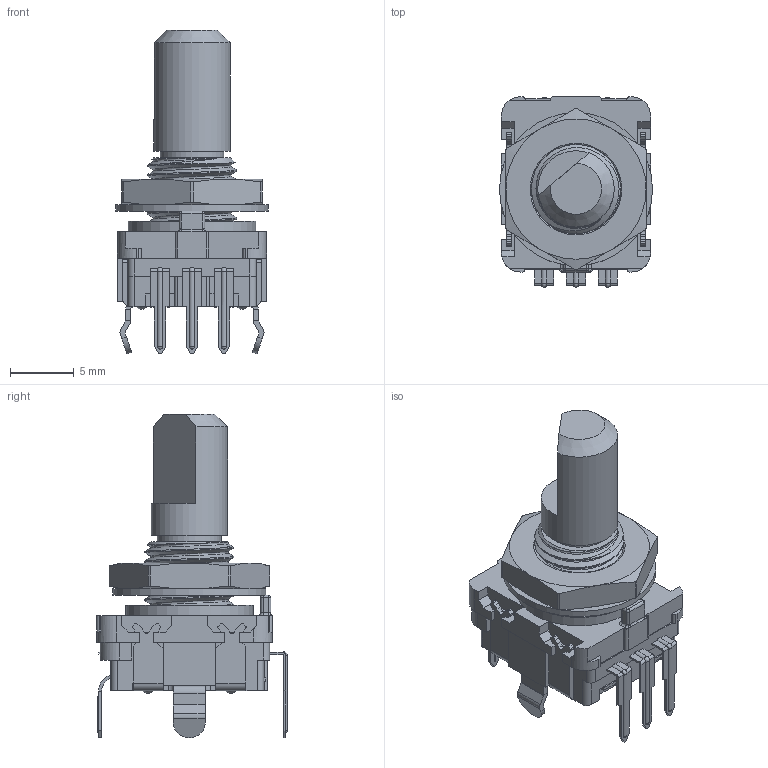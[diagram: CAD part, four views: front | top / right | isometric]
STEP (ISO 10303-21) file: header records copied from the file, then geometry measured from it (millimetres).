
FILE_DESCRIPTION(('STEP AP203'), '1');
FILE_NAME('ENC5', '', ('UNSPECIFIED'), ('UNSPECIFIED'), 'ASCON STEP Converter 1.6', 'ASCON Math Kernel', '');
FILE_SCHEMA(('CONFIG_CONTROL_DESIGN'));
Length unit declared in the file: millimetre
Products named in the file (7): ENC5; EC11B-SW-Vert-15F-blue; EC11B-Base; Open CASCADE STEP translator 6.8 1.4.1.1.1; Open CASCADE STEP translator 6.8 1.4.1.1.2; EC11B-Shaft-F; EC11B-HousingSW-vert
Assembly tree (6 placements, depth 4):
  ENC5
    EC11B-SW-Vert-15F-blue
      EC11B-Base
        Open CASCADE STEP translator 6.8 1.4.1.1.1
        Open CASCADE STEP translator 6.8 1.4.1.1.2
      EC11B-Shaft-F
      EC11B-HousingSW-vert
Bounding box: 12 x 14.93 x 25.4 mm (x, y, z)
Volume: 1467.4 mm3; surface area: 2415 mm2
Topology: 11 solids, 11 shells, 598 faces, 1627 edges, 1042 vertices
Faces by surface type: plane 377, cylinder 150, sphere 26, cone 17, torus 12, bspline 10, revolution 6
Full cylindrical faces by diameter (mm): 5 x2, 6 x1, 7.2 x1, 10 x1, 12 x1
Entity records: 32719 total; most frequent: CARTESIAN_POINT 12599, ORIENTED_EDGE 3142, DIRECTION 3034, EDGE_CURVE 1571, LINE 1140, VECTOR 1140, VERTEX_POINT 1028, AXIS2_PLACEMENT_3D 944
